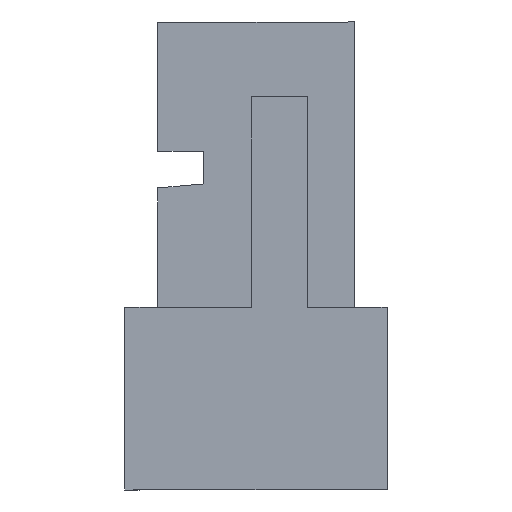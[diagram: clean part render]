
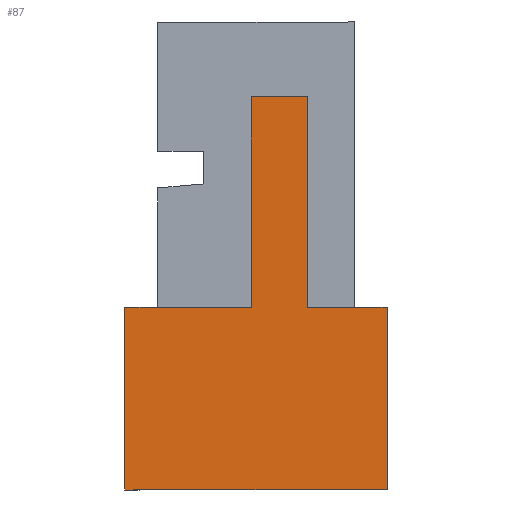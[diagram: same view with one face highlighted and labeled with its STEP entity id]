
A CAD part, left-side view. The second image highlights one B-rep face of the part: STEP entity #87.
In plain terms, the highlighted planar face has unit normal (-1, 0, 0).
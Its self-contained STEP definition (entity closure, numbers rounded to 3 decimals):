
#7 = VERTEX_POINT ( 'NONE', #3137 ) ;
#75 = EDGE_CURVE ( 'NONE', #7, #88, #3381, .T. ) ;
#76 = ORIENTED_EDGE ( 'NONE', *, *, #78, .F. ) ;
#77 = ORIENTED_EDGE ( 'NONE', *, *, #75, .T. ) ;
#78 = EDGE_CURVE ( 'NONE', #7, #79, #3377, .T. ) ;
#79 = VERTEX_POINT ( 'NONE', #3373 ) ;
#80 = EDGE_CURVE ( 'NONE', #83, #85, #3372, .T. ) ;
#81 = ORIENTED_EDGE ( 'NONE', *, *, #80, .F. ) ;
#82 = EDGE_CURVE ( 'NONE', #91, #85, #3368, .T. ) ;
#83 = VERTEX_POINT ( 'NONE', #3364 ) ;
#84 = ORIENTED_EDGE ( 'NONE', *, *, #82, .T. ) ;
#85 = VERTEX_POINT ( 'NONE', #3363 ) ;
#87 = ADVANCED_FACE ( 'NONE', ( #3362 ), #3415, .F. ) ;
#88 = VERTEX_POINT ( 'NONE', #3410 ) ;
#89 = ORIENTED_EDGE ( 'NONE', *, *, #90, .T. ) ;
#90 = EDGE_CURVE ( 'NONE', #88, #91, #3409, .T. ) ;
#91 = VERTEX_POINT ( 'NONE', #3405 ) ;
#92 = EDGE_CURVE ( 'NONE', #93, #83, #3404, .T. ) ;
#93 = VERTEX_POINT ( 'NONE', #3400 ) ;
#94 = ORIENTED_EDGE ( 'NONE', *, *, #95, .F. ) ;
#95 = EDGE_CURVE ( 'NONE', #102, #93, #3398, .T. ) ;
#98 = ORIENTED_EDGE ( 'NONE', *, *, #92, .F. ) ;
#100 = ORIENTED_EDGE ( 'NONE', *, *, #101, .F. ) ;
#101 = EDGE_CURVE ( 'NONE', #79, #102, #3469, .T. ) ;
#102 = VERTEX_POINT ( 'NONE', #3465 ) ;
#285 = EDGE_LOOP ( 'NONE', ( #76, #77, #89, #84, #81, #98, #94, #100 ) ) ;
#3137 = CARTESIAN_POINT ( 'NONE',  ( -6.5, -3.05, 0.85 ) ) ;
#3362 = FACE_OUTER_BOUND ( 'NONE', #285, .T. ) ;
#3363 = CARTESIAN_POINT ( 'NONE',  ( -6.5, -2.45, 0.85 ) ) ;
#3364 = CARTESIAN_POINT ( 'NONE',  ( -6.5, -1.1, 0.85 ) ) ;
#3365 = DIRECTION ( 'NONE',  ( 0., 0., -1. ) ) ;
#3366 = VECTOR ( 'NONE', #3365, 1000. ) ;
#3367 = CARTESIAN_POINT ( 'NONE',  ( -6.5, -2.45, 3.1 ) ) ;
#3368 = LINE ( 'NONE', #3367, #3366 ) ;
#3369 = DIRECTION ( 'NONE',  ( 0., -1., 0. ) ) ;
#3370 = VECTOR ( 'NONE', #3369, 1000. ) ;
#3371 = CARTESIAN_POINT ( 'NONE',  ( -6.5, -1.45, 0.85 ) ) ;
#3372 = LINE ( 'NONE', #3371, #3370 ) ;
#3373 = CARTESIAN_POINT ( 'NONE',  ( -6.5, -3.9, 0.85 ) ) ;
#3374 = DIRECTION ( 'NONE',  ( 0., -1., 0. ) ) ;
#3375 = VECTOR ( 'NONE', #3374, 1000. ) ;
#3376 = CARTESIAN_POINT ( 'NONE',  ( -6.5, -3.9, 0.85 ) ) ;
#3377 = LINE ( 'NONE', #3376, #3375 ) ;
#3378 = DIRECTION ( 'NONE',  ( 0., 0., 1. ) ) ;
#3379 = VECTOR ( 'NONE', #3378, 1000. ) ;
#3380 = CARTESIAN_POINT ( 'NONE',  ( -6.5, -3.05, 0.85 ) ) ;
#3381 = LINE ( 'NONE', #3380, #3379 ) ;
#3395 = DIRECTION ( 'NONE',  ( 0., 1., 0. ) ) ;
#3396 = VECTOR ( 'NONE', #3395, 1000. ) ;
#3397 = CARTESIAN_POINT ( 'NONE',  ( -6.5, -1.1, -1.1 ) ) ;
#3398 = LINE ( 'NONE', #3397, #3396 ) ;
#3400 = CARTESIAN_POINT ( 'NONE',  ( -6.5, -1.1, -1.1 ) ) ;
#3401 = DIRECTION ( 'NONE',  ( 0., 0., 1. ) ) ;
#3402 = VECTOR ( 'NONE', #3401, 1000. ) ;
#3403 = CARTESIAN_POINT ( 'NONE',  ( -6.5, -1.1, 0.85 ) ) ;
#3404 = LINE ( 'NONE', #3403, #3402 ) ;
#3405 = CARTESIAN_POINT ( 'NONE',  ( -6.5, -2.45, 3.1 ) ) ;
#3406 = DIRECTION ( 'NONE',  ( 0., 1., 0. ) ) ;
#3407 = VECTOR ( 'NONE', #3406, 1000. ) ;
#3408 = CARTESIAN_POINT ( 'NONE',  ( -6.5, -3.05, 3.1 ) ) ;
#3409 = LINE ( 'NONE', #3408, #3407 ) ;
#3410 = CARTESIAN_POINT ( 'NONE',  ( -6.5, -3.05, 3.1 ) ) ;
#3411 = DIRECTION ( 'NONE',  ( 0., -1., 0. ) ) ;
#3412 = DIRECTION ( 'NONE',  ( 1., 0., 0. ) ) ;
#3413 = CARTESIAN_POINT ( 'NONE',  ( -6.5, -1.94, -1.1 ) ) ;
#3414 = AXIS2_PLACEMENT_3D ( 'NONE', #3413, #3412, #3411 ) ;
#3415 = PLANE ( 'NONE',  #3414 ) ;
#3465 = CARTESIAN_POINT ( 'NONE',  ( -6.5, -3.9, -1.1 ) ) ;
#3466 = DIRECTION ( 'NONE',  ( 0., 0., -1. ) ) ;
#3467 = VECTOR ( 'NONE', #3466, 1000. ) ;
#3468 = CARTESIAN_POINT ( 'NONE',  ( -6.5, -3.9, -1.1 ) ) ;
#3469 = LINE ( 'NONE', #3468, #3467 ) ;
